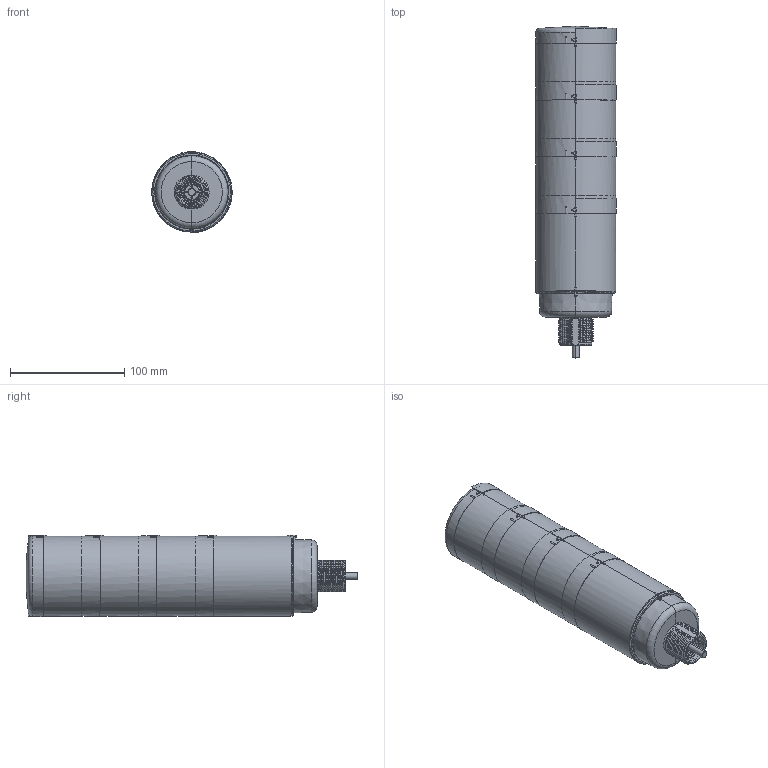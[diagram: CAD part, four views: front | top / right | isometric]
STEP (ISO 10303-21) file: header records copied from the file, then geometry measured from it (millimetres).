
FILE_DESCRIPTION((''),'2;1');
FILE_NAME('191427_ASM','2016-02-25T',('pdmadmin'),(''),'PRO/ENGINEER BY PARAMETRIC TECHNOLOGY CORPORATION, 2013230','PRO/ENGINEER BY PARAMETRIC TECHNOLOGY CORPORATION, 2013230','');
FILE_SCHEMA(('CONFIG_CONTROL_DESIGN'));
Length unit declared in the file: millimetre
Products named in the file (8): 180077; 190540; 183492; 183493; 180091; 62676; CABLE_592; 191427_ASM
Assembly tree (11 placements, depth 2):
  191427_ASM
    180077
    190540
    183492  x3
    183493  x3
    180091
    62676
    CABLE_592
Bounding box: 70.5 x 290.9 x 71.25 mm (x, y, z)
Volume: 255429.7 mm3; surface area: 179150.2 mm2
Topology: 11 solids, 15 shells, 2815 faces, 6711 edges, 3934 vertices
Faces by surface type: bspline 923, cylinder 708, plane 477, torus 295, cone 243, sphere 169
Entity records: 94896 total; most frequent: CARTESIAN_POINT 61095, ORIENTED_EDGE 7754, DIRECTION 6070, EDGE_CURVE 3881, AXIS2_PLACEMENT_3D 2560, VERTEX_POINT 2284, EDGE_LOOP 1699, FACE_OUTER_BOUND 1633
